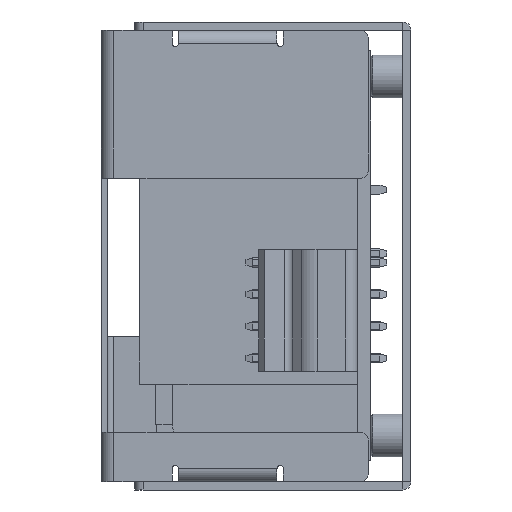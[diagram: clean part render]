
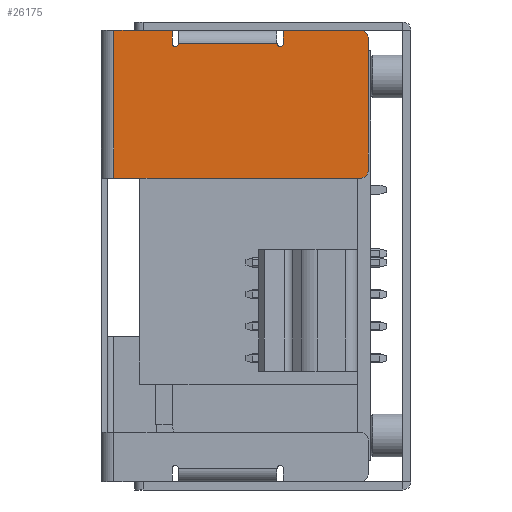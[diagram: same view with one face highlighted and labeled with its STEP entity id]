
A CAD part, left-side view. The second image highlights one B-rep face of the part: STEP entity #26175.
In plain terms, the highlighted face is planar.
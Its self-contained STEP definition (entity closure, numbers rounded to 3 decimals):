
#21918=CARTESIAN_POINT('',(-10.65,-31.3,-54.35));
#21919=DIRECTION('',(0.,0.,-1.));
#21920=DIRECTION('',(1.,0.,0.));
#21921=AXIS2_PLACEMENT_3D('',#21918,#21919,#21920);
#21923=DIRECTION('',(0.,-1.,0.));
#21924=VECTOR('',#21923,30.5);
#21925=CARTESIAN_POINT('',(-9.65,-0.8,-54.35));
#21926=LINE('',#21925,#21924);
#21927=DIRECTION('',(0.,1.,0.));
#21928=VECTOR('',#21927,7.2);
#21929=CARTESIAN_POINT('',(-27.95,-8.,-54.35));
#21930=LINE('',#21929,#21928);
#21931=DIRECTION('',(1.,0.,0.));
#21932=VECTOR('',#21931,1.6);
#21933=CARTESIAN_POINT('',(-27.95,-8.,-54.35));
#21934=LINE('',#21933,#21932);
#21935=CARTESIAN_POINT('',(-26.35,-8.4,-54.35));
#21936=DIRECTION('',(0.,0.,-1.));
#21937=DIRECTION('',(0.,1.,0.));
#21938=AXIS2_PLACEMENT_3D('',#21935,#21936,#21937);
#21940=CARTESIAN_POINT('',(-26.35,-21.4,-54.35));
#21941=DIRECTION('',(0.,0.,1.));
#21942=DIRECTION('',(0.,-1.,0.));
#21943=AXIS2_PLACEMENT_3D('',#21940,#21941,#21942);
#21945=DIRECTION('',(1.,0.,0.));
#21946=VECTOR('',#21945,1.6);
#21947=CARTESIAN_POINT('',(-27.95,-21.8,-54.35));
#21948=LINE('',#21947,#21946);
#21949=DIRECTION('',(0.,1.,0.));
#21950=VECTOR('',#21949,9.5);
#21951=CARTESIAN_POINT('',(-27.95,-31.3,-54.35));
#21952=LINE('',#21951,#21950);
#21953=CARTESIAN_POINT('',(-26.95,-31.3,-54.35));
#21954=DIRECTION('',(0.,0.,-1.));
#21955=DIRECTION('',(0.,-1.,0.));
#21956=AXIS2_PLACEMENT_3D('',#21953,#21954,#21955);
#21958=DIRECTION('',(-1.,0.,0.));
#21959=VECTOR('',#21958,16.3);
#21960=CARTESIAN_POINT('',(-10.65,-32.3,-54.35));
#21961=LINE('',#21960,#21959);
#22136=DIRECTION('',(0.,-1.,0.));
#22137=VECTOR('',#22136,12.2);
#22138=CARTESIAN_POINT('',(-26.35,-8.8,-54.35));
#22139=LINE('',#22138,#22137);
#22312=DIRECTION('',(1.,0.,0.));
#22313=VECTOR('',#22312,18.3);
#22314=CARTESIAN_POINT('',(-27.95,-0.8,-54.35));
#22315=LINE('',#22314,#22313);
#23676=CARTESIAN_POINT('',(-27.95,-0.8,-54.35));
#23678=VERTEX_POINT('',#23676);
#23901=CARTESIAN_POINT('',(-9.65,-0.8,-54.35));
#23903=VERTEX_POINT('',#23901);
#24060=CARTESIAN_POINT('',(-26.35,-8.8,-54.35));
#24061=CARTESIAN_POINT('',(-26.35,-21.,-54.35));
#24062=VERTEX_POINT('',#24060);
#24063=VERTEX_POINT('',#24061);
#24084=CARTESIAN_POINT('',(-26.35,-8.,-54.35));
#24085=VERTEX_POINT('',#24084);
#24086=CARTESIAN_POINT('',(-27.95,-8.,-54.35));
#24087=VERTEX_POINT('',#24086);
#24092=CARTESIAN_POINT('',(-26.35,-21.8,-54.35));
#24093=VERTEX_POINT('',#24092);
#24094=CARTESIAN_POINT('',(-27.95,-21.8,-54.35));
#24095=VERTEX_POINT('',#24094);
#24304=CARTESIAN_POINT('',(-9.65,-31.3,-54.35));
#24305=VERTEX_POINT('',#24304);
#24306=CARTESIAN_POINT('',(-10.65,-32.3,-54.35));
#24307=VERTEX_POINT('',#24306);
#24308=CARTESIAN_POINT('',(-26.95,-32.3,-54.35));
#24309=CARTESIAN_POINT('',(-27.95,-31.3,-54.35));
#24310=VERTEX_POINT('',#24308);
#24311=VERTEX_POINT('',#24309);
#26144=CARTESIAN_POINT('',(27.95,0.8,-54.35));
#26145=DIRECTION('',(0.,0.,-1.));
#26146=DIRECTION('',(1.,0.,0.));
#26147=AXIS2_PLACEMENT_3D('',#26144,#26145,#26146);
#26148=PLANE('',#26147);
#26150=ORIENTED_EDGE('',*,*,#26149,.F.);
#26152=ORIENTED_EDGE('',*,*,#26151,.F.);
#26154=ORIENTED_EDGE('',*,*,#26153,.F.);
#26156=ORIENTED_EDGE('',*,*,#26155,.F.);
#26158=ORIENTED_EDGE('',*,*,#26157,.T.);
#26160=ORIENTED_EDGE('',*,*,#26159,.T.);
#26162=ORIENTED_EDGE('',*,*,#26161,.T.);
#26164=ORIENTED_EDGE('',*,*,#26163,.F.);
#26166=ORIENTED_EDGE('',*,*,#26165,.F.);
#26168=ORIENTED_EDGE('',*,*,#26167,.F.);
#26170=ORIENTED_EDGE('',*,*,#26169,.F.);
#26172=ORIENTED_EDGE('',*,*,#26171,.F.);
#26173=EDGE_LOOP('',(#26150,#26152,#26154,#26156,#26158,#26160,#26162,#26164,
#26166,#26168,#26170,#26172));
#26174=FACE_OUTER_BOUND('',#26173,.F.);
#21922=CIRCLE('',#21921,1.);
#21939=CIRCLE('',#21938,0.4);
#21944=CIRCLE('',#21943,0.4);
#21957=CIRCLE('',#21956,1.);
#26149=EDGE_CURVE('',#24305,#24307,#21922,.T.);
#26151=EDGE_CURVE('',#23903,#24305,#21926,.T.);
#26153=EDGE_CURVE('',#23678,#23903,#22315,.T.);
#26155=EDGE_CURVE('',#24087,#23678,#21930,.T.);
#26157=EDGE_CURVE('',#24087,#24085,#21934,.T.);
#26159=EDGE_CURVE('',#24085,#24062,#21939,.T.);
#26161=EDGE_CURVE('',#24062,#24063,#22139,.T.);
#26163=EDGE_CURVE('',#24093,#24063,#21944,.T.);
#26165=EDGE_CURVE('',#24095,#24093,#21948,.T.);
#26167=EDGE_CURVE('',#24311,#24095,#21952,.T.);
#26169=EDGE_CURVE('',#24310,#24311,#21957,.T.);
#26171=EDGE_CURVE('',#24307,#24310,#21961,.T.);
#26175=ADVANCED_FACE('',(#26174),#26148,.T.);
